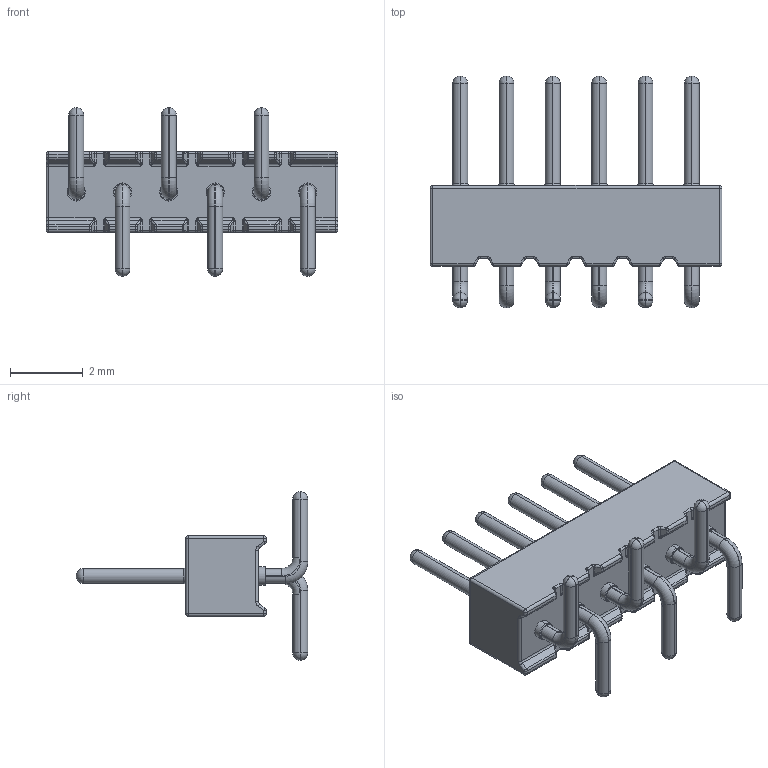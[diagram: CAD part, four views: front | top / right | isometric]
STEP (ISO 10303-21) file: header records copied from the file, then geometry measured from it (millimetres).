
FILE_DESCRIPTION (( 'STEP AP214' ), '1' );
FILE_NAME ('850-90-006-30-001000.STEP', '2018-02-23T19:12:32', ( '' ), ( '' ), 'SwSTEP 2.0', 'SolidWorks 2014', '' );
FILE_SCHEMA (( 'AUTOMOTIVE_DESIGN' ));
Length unit declared in the file: millimetre
Products named in the file (1): 850-90-006-30-001000
Bounding box: 8 x 6.35 x 4.62 mm (x, y, z)
Volume: 40.9 mm3; surface area: 139.8 mm2
Topology: 1 solids, 1 shells, 616 faces, 1404 edges, 764 vertices
Faces by surface type: cylinder 276, plane 116, torus 108, bspline 80, sphere 36
Entity records: 21724 total; most frequent: CARTESIAN_POINT 4929, DIRECTION 2922, ORIENTED_EDGE 2696, EDGE_CURVE 1348, AXIS2_PLACEMENT_3D 1197, VERTEX_POINT 764, CIRCLE 660, EDGE_LOOP 646
